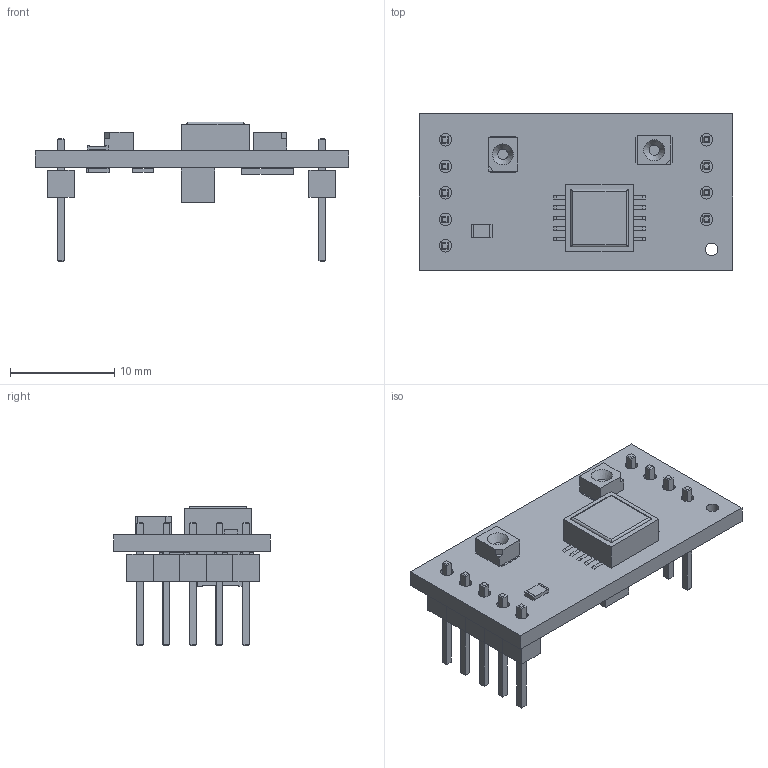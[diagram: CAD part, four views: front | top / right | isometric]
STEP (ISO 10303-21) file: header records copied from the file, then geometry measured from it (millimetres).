
FILE_DESCRIPTION(('STEP AP214'), '1');
FILE_NAME('MSRS485mini', '2019-10-22T06:43:03', ('UNSPECIFIED'), ('UNSPECIFIED'), 'ASCON STEP Converter 1.3', 'ASCON Math Kernel', '');
FILE_SCHEMA(('AUTOMOTIVE_DESIGN { 1 0 10303 214 3 1 1}'));
Length unit declared in the file: millimetre
Products named in the file (16): Open CASCADE STEP translator 6.9 1; SNP346-4VP21; COMPOUND; SNP346-5VP21; RES_2010_(0,5W); SOLID; Cap_1812; Res_0805; KIPD86; H02_8-1B1
Assembly tree (21 placements, depth 3):
  Open CASCADE STEP translator 6.9 1
    SNP346-4VP21
      COMPOUND
    SNP346-5VP21
      COMPOUND
    RES_2010_(0,5W)  x2
      SOLID
    Cap_1812
      SOLID
    Res_0805  x5
      SOLID
    KIPD86  x2
      SOLID
    H02_8-1B1
      SOLID
    COMPOUND
Bounding box: 30 x 15 x 13.4 mm (x, y, z)
Volume: 1095.5 mm3; surface area: 2109 mm2
Topology: 21 solids, 21 shells, 539 faces, 1330 edges, 856 vertices
Faces by surface type: plane 483, cylinder 54, cone 2
Full cylindrical faces by diameter (mm): 1.2 x10
Entity records: 17468 total; most frequent: CARTESIAN_POINT 2265, ORIENTED_EDGE 2168, DIRECTION 2122, EDGE_CURVE 1084, LINE 980, VECTOR 980, VERTEX_POINT 698, AXIS2_PLACEMENT_3D 571
